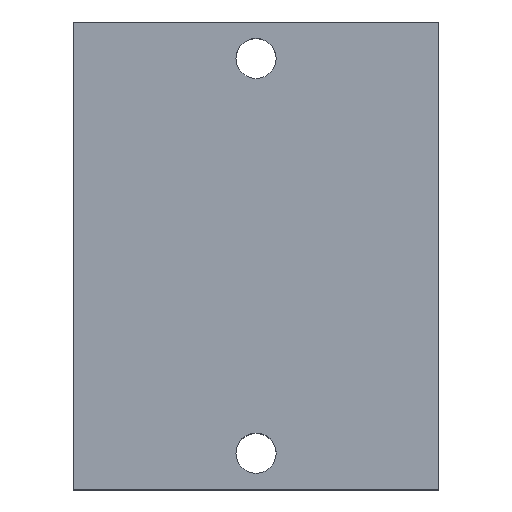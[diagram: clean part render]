
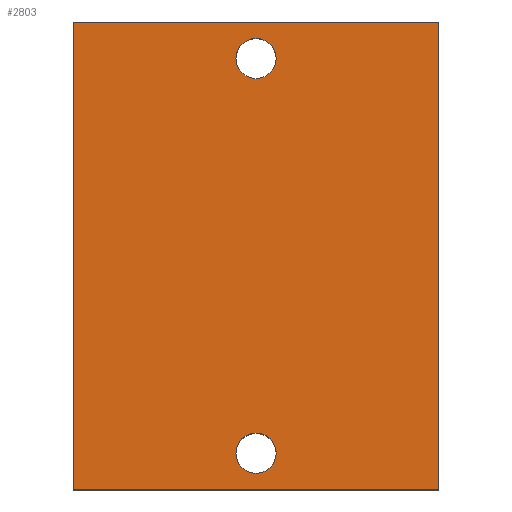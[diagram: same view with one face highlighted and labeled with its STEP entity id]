
A CAD part, top view. The second image highlights one B-rep face of the part: STEP entity #2803.
In plain terms, the highlighted planar face has unit normal (0, 0, 1).
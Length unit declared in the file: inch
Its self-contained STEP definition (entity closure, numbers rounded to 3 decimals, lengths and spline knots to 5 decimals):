
#123=DIRECTION('',(0.,-1.,0.));
#124=VECTOR('',#123,4.);
#125=CARTESIAN_POINT('',(0.,0.,2.));
#126=LINE('',#125,#124);
#127=DIRECTION('',(-1.,0.,0.));
#128=VECTOR('',#127,3.125);
#129=CARTESIAN_POINT('',(3.125,0.,2.));
#130=LINE('',#129,#128);
#131=DIRECTION('',(0.,1.,0.));
#132=VECTOR('',#131,4.);
#133=CARTESIAN_POINT('',(3.125,-4.,2.));
#134=LINE('',#133,#132);
#135=DIRECTION('',(1.,0.,0.));
#136=VECTOR('',#135,3.125);
#137=CARTESIAN_POINT('',(0.,-4.,2.));
#138=LINE('',#137,#136);
#139=CARTESIAN_POINT('',(1.563,-0.312,2.));
#140=DIRECTION('',(0.,0.,1.));
#141=DIRECTION('',(0.,1.,0.));
#142=AXIS2_PLACEMENT_3D('',#139,#140,#141);
#144=CARTESIAN_POINT('',(1.563,-0.312,2.));
#145=DIRECTION('',(0.,0.,1.));
#146=DIRECTION('',(0.,-1.,0.));
#147=AXIS2_PLACEMENT_3D('',#144,#145,#146);
#149=CARTESIAN_POINT('',(1.563,-3.688,2.));
#150=DIRECTION('',(0.,0.,1.));
#151=DIRECTION('',(0.,1.,0.));
#152=AXIS2_PLACEMENT_3D('',#149,#150,#151);
#154=CARTESIAN_POINT('',(1.563,-3.688,2.));
#155=DIRECTION('',(0.,0.,1.));
#156=DIRECTION('',(0.,-1.,0.));
#157=AXIS2_PLACEMENT_3D('',#154,#155,#156);
#2317=CARTESIAN_POINT('',(0.,0.,2.));
#2318=CARTESIAN_POINT('',(0.,-4.,2.));
#2319=VERTEX_POINT('',#2317);
#2320=VERTEX_POINT('',#2318);
#2321=CARTESIAN_POINT('',(3.125,-4.,2.));
#2322=VERTEX_POINT('',#2321);
#2323=CARTESIAN_POINT('',(3.125,0.,2.));
#2324=VERTEX_POINT('',#2323);
#2329=CARTESIAN_POINT('',(1.563,-0.14,2.));
#2330=CARTESIAN_POINT('',(1.563,-0.484,2.));
#2331=VERTEX_POINT('',#2329);
#2332=VERTEX_POINT('',#2330);
#2337=CARTESIAN_POINT('',(1.563,-3.516,2.));
#2338=CARTESIAN_POINT('',(1.563,-3.86,2.));
#2339=VERTEX_POINT('',#2337);
#2340=VERTEX_POINT('',#2338);
#2780=CARTESIAN_POINT('',(0.,0.,2.));
#2781=DIRECTION('',(0.,0.,1.));
#2782=DIRECTION('',(1.,0.,0.));
#2783=AXIS2_PLACEMENT_3D('',#2780,#2781,#2782);
#2784=PLANE('',#2783);
#2785=ORIENTED_EDGE('',*,*,#2696,.F.);
#2786=ORIENTED_EDGE('',*,*,#2717,.F.);
#2787=ORIENTED_EDGE('',*,*,#2743,.F.);
#2788=ORIENTED_EDGE('',*,*,#2762,.F.);
#2789=EDGE_LOOP('',(#2785,#2786,#2787,#2788));
#2790=FACE_OUTER_BOUND('',#2789,.F.);
#2792=ORIENTED_EDGE('',*,*,#2791,.T.);
#2794=ORIENTED_EDGE('',*,*,#2793,.T.);
#2795=EDGE_LOOP('',(#2792,#2794));
#2796=FACE_BOUND('',#2795,.F.);
#2798=ORIENTED_EDGE('',*,*,#2797,.T.);
#2800=ORIENTED_EDGE('',*,*,#2799,.T.);
#2801=EDGE_LOOP('',(#2798,#2800));
#2802=FACE_BOUND('',#2801,.F.);
#2803=ADVANCED_FACE('',(#2790,#2796,#2802),#2784,.T.);
#143=CIRCLE('',#142,0.172);
#148=CIRCLE('',#147,0.172);
#153=CIRCLE('',#152,0.172);
#158=CIRCLE('',#157,0.172);
#2696=EDGE_CURVE('',#2319,#2320,#126,.T.);
#2717=EDGE_CURVE('',#2324,#2319,#130,.T.);
#2743=EDGE_CURVE('',#2322,#2324,#134,.T.);
#2762=EDGE_CURVE('',#2320,#2322,#138,.T.);
#2791=EDGE_CURVE('',#2331,#2332,#143,.T.);
#2793=EDGE_CURVE('',#2332,#2331,#148,.T.);
#2797=EDGE_CURVE('',#2339,#2340,#153,.T.);
#2799=EDGE_CURVE('',#2340,#2339,#158,.T.);
